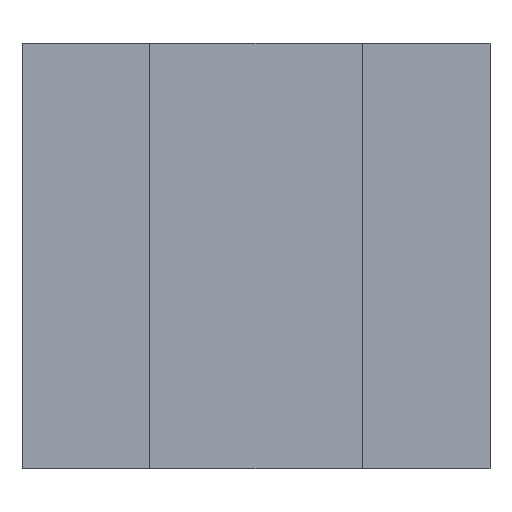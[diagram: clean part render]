
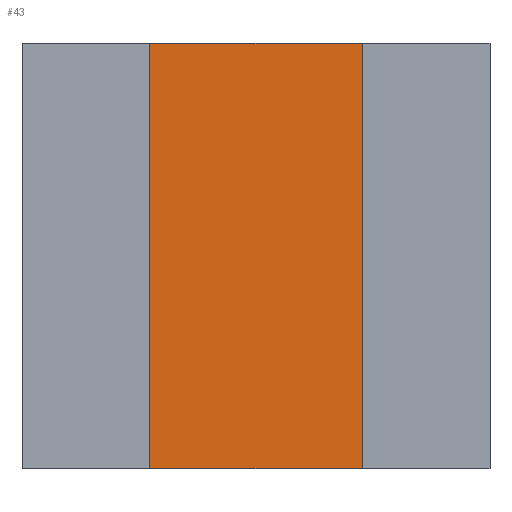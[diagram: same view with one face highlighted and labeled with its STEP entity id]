
A CAD part, top view. The second image highlights one B-rep face of the part: STEP entity #43.
In plain terms, the highlighted planar face has unit normal (0, 0, 1).
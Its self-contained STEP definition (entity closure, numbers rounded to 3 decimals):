
#43=ADVANCED_FACE('',(#63),#53,.T.);
#53=PLANE('',#220);
#63=FACE_OUTER_BOUND('',#73,.T.);
#73=EDGE_LOOP('',(#118,#119,#120,#121));
#118=ORIENTED_EDGE('',*,*,#160,.T.);
#119=ORIENTED_EDGE('',*,*,#149,.T.);
#120=ORIENTED_EDGE('',*,*,#161,.T.);
#121=ORIENTED_EDGE('',*,*,#156,.T.);
#131=VERTEX_POINT('',#290);
#132=VERTEX_POINT('',#292);
#135=VERTEX_POINT('',#303);
#136=VERTEX_POINT('',#305);
#149=EDGE_CURVE('',#132,#131,#173,.T.);
#156=EDGE_CURVE('',#136,#135,#180,.T.);
#160=EDGE_CURVE('',#135,#132,#184,.T.);
#161=EDGE_CURVE('',#131,#136,#185,.T.);
#173=LINE('',#291,#197);
#180=LINE('',#304,#204);
#184=LINE('',#313,#208);
#185=LINE('',#315,#209);
#197=VECTOR('',#238,1.);
#204=VECTOR('',#249,1.);
#208=VECTOR('',#259,1.);
#209=VECTOR('',#262,1.);
#220=AXIS2_PLACEMENT_3D('',#317,#265,#266);
#238=DIRECTION('',(1.,0.,0.));
#249=DIRECTION('',(-1.,0.,0.));
#259=DIRECTION('',(0.,-1.,0.));
#262=DIRECTION('',(0.,1.,0.));
#265=DIRECTION('',(0.,0.,1.));
#266=DIRECTION('',(1.,0.,0.));
#290=CARTESIAN_POINT('',(0.5,-1.,0.84));
#291=CARTESIAN_POINT('',(-0.5,-1.,0.84));
#292=CARTESIAN_POINT('',(-0.5,-1.,0.84));
#303=CARTESIAN_POINT('',(-0.5,1.,0.84));
#304=CARTESIAN_POINT('',(0.5,1.,0.84));
#305=CARTESIAN_POINT('',(0.5,1.,0.84));
#313=CARTESIAN_POINT('',(-0.5,1.,0.84));
#315=CARTESIAN_POINT('',(0.5,-1.,0.84));
#317=CARTESIAN_POINT('',(0.,0.,0.84));
